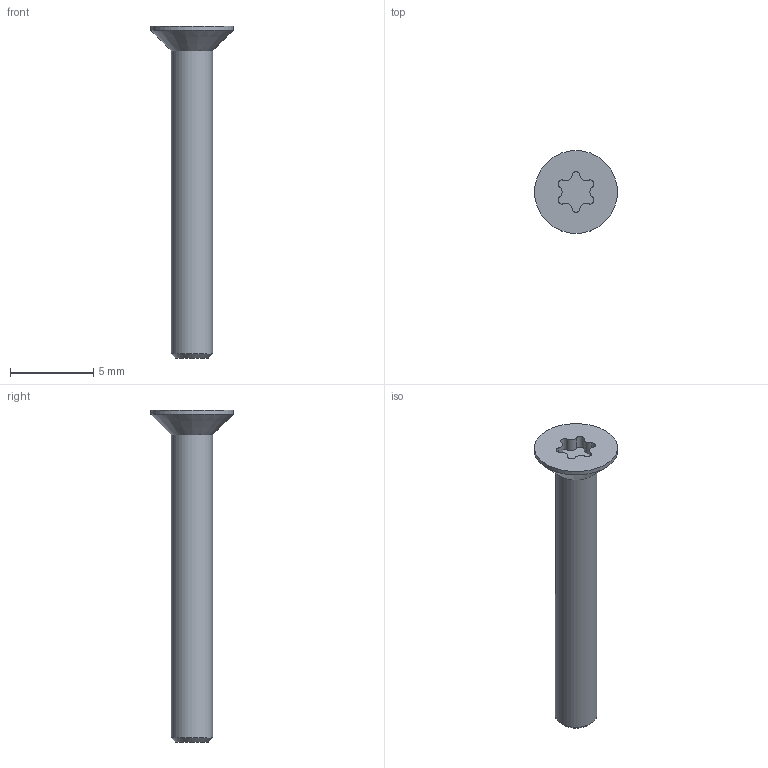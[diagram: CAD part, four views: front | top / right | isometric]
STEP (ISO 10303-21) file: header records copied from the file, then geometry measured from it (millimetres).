
FILE_DESCRIPTION(('FreeCAD Model'),'2;1');
FILE_NAME('torx_socket_countersunk_flat_head_M2.5x20.step','2020-02-21T21:20:55',('Author'),(''), 'Open CASCADE STEP processor 7.3','FreeCAD','Unknown');
FILE_SCHEMA(('AUTOMOTIVE_DESIGN { 1 0 10303 214 1 1 1 1 }'));
Length unit declared in the file: millimetre
Products named in the file (1): VITE_TESTA_SVASATA_TORX
Bounding box: 5 x 5 x 20 mm (x, y, z)
Volume: 107.2 mm3; surface area: 199.9 mm2
Topology: 1 solids, 1 shells, 19 faces, 45 edges, 29 vertices
Faces by surface type: cylinder 14, plane 3, cone 2
Full cylindrical faces by diameter (mm): 2.5 x1, 5 x1
Entity records: 1330 total; most frequent: CARTESIAN_POINT 256, DIRECTION 192, ORIENTED_EDGE 90, PCURVE 90, DEFINITIONAL_REPRESENTATION 90, LINE 80, VECTOR 80, AXIS2_PLACEMENT_3D 49
